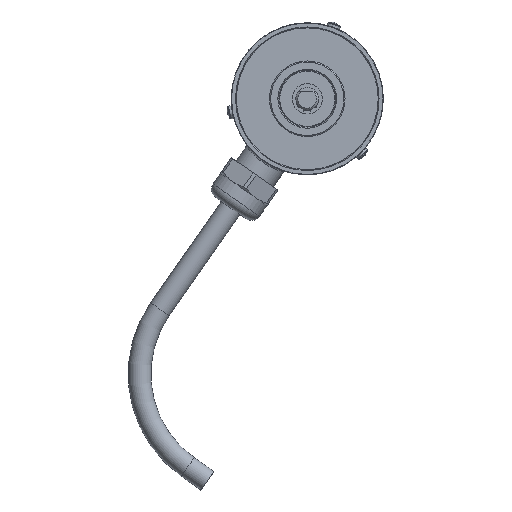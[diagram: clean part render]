
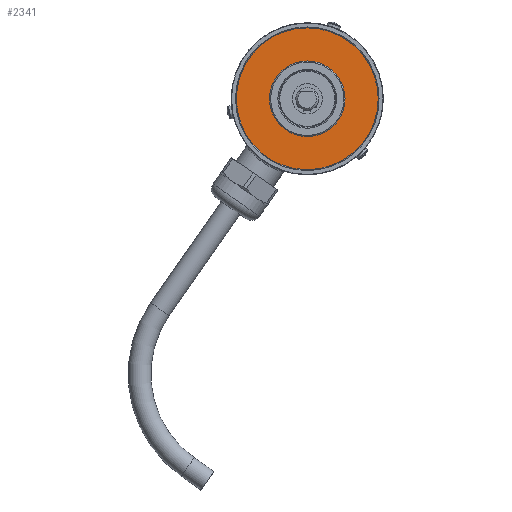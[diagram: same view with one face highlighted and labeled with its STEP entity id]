
A CAD part, front view. The second image highlights one B-rep face of the part: STEP entity #2341.
In plain terms, the highlighted planar face has unit normal (0, -1, 0).
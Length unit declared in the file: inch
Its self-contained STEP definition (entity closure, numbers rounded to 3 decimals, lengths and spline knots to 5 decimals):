
#339 = VERTEX_POINT ( 'NONE', #4978 ) ;
#374 = AXIS2_PLACEMENT_3D ( 'NONE', #2781, #6178, #3278 ) ;
#485 = CARTESIAN_POINT ( 'NONE',  ( 0., 0., 0. ) ) ;
#541 = VERTEX_POINT ( 'NONE', #5598 ) ;
#550 = EDGE_CURVE ( 'NONE', #541, #339, #937, .T. ) ;
#557 = DIRECTION ( 'NONE',  ( 0., 0., -1. ) ) ;
#777 = AXIS2_PLACEMENT_3D ( 'NONE', #1238, #4161, #5138 ) ;
#937 = CIRCLE ( 'NONE', #777, 0.3937 ) ;
#1238 = CARTESIAN_POINT ( 'NONE',  ( 0., 0., 0. ) ) ;
#1410 = CARTESIAN_POINT ( 'NONE',  ( 0., 0., 0. ) ) ;
#1903 = DIRECTION ( 'NONE',  ( 0., 0., -1. ) ) ;
#2237 = CIRCLE ( 'NONE', #4863, 0.73917 ) ;
#2341 = ADVANCED_FACE ( 'NONE', ( #5660, #2387 ), #5718, .F. ) ;
#2351 = ORIENTED_EDGE ( 'NONE', *, *, #5772, .F. ) ;
#2379 = CARTESIAN_POINT ( 'NONE',  ( 0., 0., 0.73917 ) ) ;
#2387 = FACE_BOUND ( 'NONE', #5505, .T. ) ;
#2594 = ORIENTED_EDGE ( 'NONE', *, *, #4391, .F. ) ;
#2781 = CARTESIAN_POINT ( 'NONE',  ( 0., 0., 0. ) ) ;
#2793 = EDGE_CURVE ( 'NONE', #4358, #5059, #5797, .T. ) ;
#2959 = ORIENTED_EDGE ( 'NONE', *, *, #2793, .F. ) ;
#3177 = AXIS2_PLACEMENT_3D ( 'NONE', #1410, #3332, #1903 ) ;
#3278 = DIRECTION ( 'NONE',  ( 0., 0., 1. ) ) ;
#3332 = DIRECTION ( 'NONE',  ( 0., -1., 0. ) ) ;
#3689 = CARTESIAN_POINT ( 'NONE',  ( 0., 0., -0.73917 ) ) ;
#4161 = DIRECTION ( 'NONE',  ( 0., -1., 0. ) ) ;
#4358 = VERTEX_POINT ( 'NONE', #3689 ) ;
#4391 = EDGE_CURVE ( 'NONE', #339, #541, #5066, .T. ) ;
#4565 = ORIENTED_EDGE ( 'NONE', *, *, #550, .F. ) ;
#4642 = AXIS2_PLACEMENT_3D ( 'NONE', #4931, #5860, #4874 ) ;
#4863 = AXIS2_PLACEMENT_3D ( 'NONE', #485, #5926, #557 ) ;
#4874 = DIRECTION ( 'NONE',  ( 0., 0., -1. ) ) ;
#4931 = CARTESIAN_POINT ( 'NONE',  ( 0., 0., 0. ) ) ;
#4978 = CARTESIAN_POINT ( 'NONE',  ( 0., 0., 0.3937 ) ) ;
#5059 = VERTEX_POINT ( 'NONE', #2379 ) ;
#5066 = CIRCLE ( 'NONE', #3177, 0.3937 ) ;
#5138 = DIRECTION ( 'NONE',  ( 0., 0., -1. ) ) ;
#5505 = EDGE_LOOP ( 'NONE', ( #4565, #2594 ) ) ;
#5598 = CARTESIAN_POINT ( 'NONE',  ( 0., 0., -0.3937 ) ) ;
#5610 = EDGE_LOOP ( 'NONE', ( #2959, #2351 ) ) ;
#5660 = FACE_OUTER_BOUND ( 'NONE', #5610, .T. ) ;
#5718 = PLANE ( 'NONE',  #374 ) ;
#5772 = EDGE_CURVE ( 'NONE', #5059, #4358, #2237, .T. ) ;
#5797 = CIRCLE ( 'NONE', #4642, 0.73917 ) ;
#5860 = DIRECTION ( 'NONE',  ( 0., 1., 0. ) ) ;
#5926 = DIRECTION ( 'NONE',  ( 0., 1., 0. ) ) ;
#6178 = DIRECTION ( 'NONE',  ( 0., 1., 0. ) ) ;
